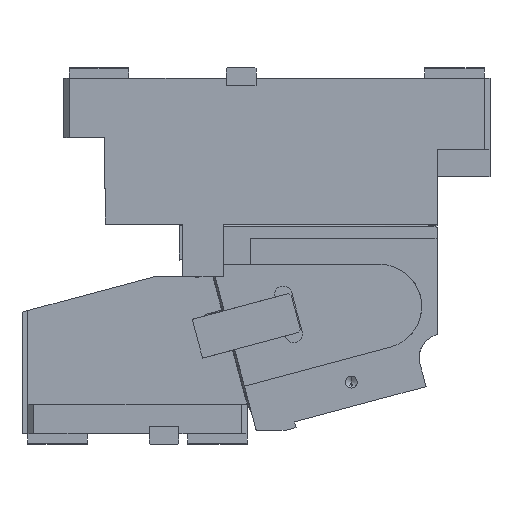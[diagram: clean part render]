
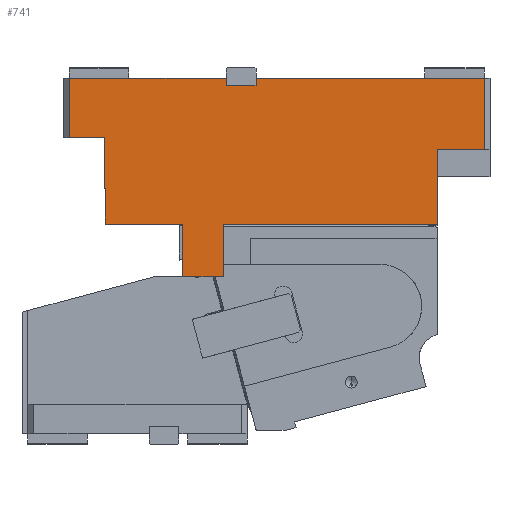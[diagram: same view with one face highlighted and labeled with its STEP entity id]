
A CAD part, front view. The second image highlights one B-rep face of the part: STEP entity #741.
In plain terms, the highlighted planar face has unit normal (0, -1, 0).
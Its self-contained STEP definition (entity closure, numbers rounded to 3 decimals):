
#255=CARTESIAN_POINT('Vertex',(162.5,-100.,0.)) ;
#258=CARTESIAN_POINT('Line Origine',(258.75,-100.,0.)) ;
#262=CARTESIAN_POINT('Vertex',(355.,-100.,0.)) ;
#587=CARTESIAN_POINT('Line Origine',(355.,-100.,-30.05)) ;
#591=CARTESIAN_POINT('Vertex',(355.,-100.,-60.1)) ;
#606=CARTESIAN_POINT('Axis2P3D Location',(0.,-100.,0.)) ;
#611=CARTESIAN_POINT('Line Origine',(137.5,-100.,-3.)) ;
#615=CARTESIAN_POINT('Vertex',(137.5,-100.,0.)) ;
#617=CARTESIAN_POINT('Vertex',(137.5,-100.,-6.)) ;
#620=CARTESIAN_POINT('Line Origine',(71.25,-100.,0.)) ;
#624=CARTESIAN_POINT('Vertex',(5.,-100.,0.)) ;
#627=CARTESIAN_POINT('Line Origine',(5.,-100.,-25.)) ;
#631=CARTESIAN_POINT('Vertex',(5.,-100.,-50.)) ;
#634=CARTESIAN_POINT('Line Origine',(20.,-100.,-50.)) ;
#638=CARTESIAN_POINT('Vertex',(35.,-100.,-50.)) ;
#641=CARTESIAN_POINT('Line Origine',(35.,-100.,-71.54)) ;
#645=CARTESIAN_POINT('Vertex',(35.,-100.,-93.08)) ;
#648=CARTESIAN_POINT('Line Origine',(35.135,-100.,-93.08)) ;
#652=CARTESIAN_POINT('Vertex',(35.27,-100.,-93.08)) ;
#655=CARTESIAN_POINT('Line Origine',(35.27,-100.,-108.08)) ;
#659=CARTESIAN_POINT('Vertex',(35.27,-100.,-123.08)) ;
#662=CARTESIAN_POINT('Line Origine',(68.02,-100.,-123.08)) ;
#666=CARTESIAN_POINT('Vertex',(100.77,-100.,-123.08)) ;
#669=CARTESIAN_POINT('Line Origine',(100.77,-100.,-145.33)) ;
#673=CARTESIAN_POINT('Vertex',(100.77,-100.,-167.58)) ;
#676=CARTESIAN_POINT('Line Origine',(117.77,-100.,-167.58)) ;
#680=CARTESIAN_POINT('Vertex',(134.77,-100.,-167.58)) ;
#683=CARTESIAN_POINT('Line Origine',(134.77,-100.,-145.33)) ;
#687=CARTESIAN_POINT('Vertex',(134.77,-100.,-123.08)) ;
#690=CARTESIAN_POINT('Line Origine',(225.02,-100.,-123.08)) ;
#694=CARTESIAN_POINT('Vertex',(315.27,-100.,-123.08)) ;
#697=CARTESIAN_POINT('Line Origine',(315.27,-100.,-91.59)) ;
#701=CARTESIAN_POINT('Vertex',(315.27,-100.,-60.1)) ;
#704=CARTESIAN_POINT('Line Origine',(335.135,-100.,-60.1)) ;
#709=CARTESIAN_POINT('Line Origine',(162.5,-100.,-3.)) ;
#713=CARTESIAN_POINT('Vertex',(162.5,-100.,-6.)) ;
#716=CARTESIAN_POINT('Line Origine',(150.,-100.,-6.)) ;
#259=DIRECTION('Vector Direction',(1.,0.,0.)) ;
#588=DIRECTION('Vector Direction',(0.,0.,1.)) ;
#607=DIRECTION('Axis2P3D Direction',(0.,1.,0.)) ;
#608=DIRECTION('Axis2P3D XDirection',(0.,0.,1.)) ;
#612=DIRECTION('Vector Direction',(0.,0.,1.)) ;
#621=DIRECTION('Vector Direction',(1.,0.,0.)) ;
#628=DIRECTION('Vector Direction',(0.,0.,-1.)) ;
#635=DIRECTION('Vector Direction',(1.,0.,0.)) ;
#642=DIRECTION('Vector Direction',(0.,0.,-1.)) ;
#649=DIRECTION('Vector Direction',(-1.,0.,0.)) ;
#656=DIRECTION('Vector Direction',(0.,0.,1.)) ;
#663=DIRECTION('Vector Direction',(-1.,0.,0.)) ;
#670=DIRECTION('Vector Direction',(0.,0.,1.)) ;
#677=DIRECTION('Vector Direction',(1.,0.,0.)) ;
#684=DIRECTION('Vector Direction',(0.,0.,1.)) ;
#691=DIRECTION('Vector Direction',(-1.,0.,0.)) ;
#698=DIRECTION('Vector Direction',(0.,0.,-1.)) ;
#705=DIRECTION('Vector Direction',(1.,0.,0.)) ;
#710=DIRECTION('Vector Direction',(0.,0.,-1.)) ;
#717=DIRECTION('Vector Direction',(-1.,0.,0.)) ;
#609=AXIS2_PLACEMENT_3D('Plane Axis2P3D',#606,#607,#608) ;
#722=ORIENTED_EDGE('',*,*,#619,.F.) ;
#723=ORIENTED_EDGE('',*,*,#626,.F.) ;
#724=ORIENTED_EDGE('',*,*,#633,.T.) ;
#725=ORIENTED_EDGE('',*,*,#640,.T.) ;
#726=ORIENTED_EDGE('',*,*,#647,.T.) ;
#727=ORIENTED_EDGE('',*,*,#654,.F.) ;
#728=ORIENTED_EDGE('',*,*,#661,.T.) ;
#729=ORIENTED_EDGE('',*,*,#668,.T.) ;
#730=ORIENTED_EDGE('',*,*,#675,.F.) ;
#731=ORIENTED_EDGE('',*,*,#682,.T.) ;
#732=ORIENTED_EDGE('',*,*,#689,.T.) ;
#733=ORIENTED_EDGE('',*,*,#696,.T.) ;
#734=ORIENTED_EDGE('',*,*,#703,.T.) ;
#735=ORIENTED_EDGE('',*,*,#708,.T.) ;
#736=ORIENTED_EDGE('',*,*,#593,.T.) ;
#737=ORIENTED_EDGE('',*,*,#264,.F.) ;
#738=ORIENTED_EDGE('',*,*,#715,.F.) ;
#739=ORIENTED_EDGE('',*,*,#720,.F.) ;
#260=VECTOR('Line Direction',#259,1.) ;
#589=VECTOR('Line Direction',#588,1.) ;
#613=VECTOR('Line Direction',#612,1.) ;
#622=VECTOR('Line Direction',#621,1.) ;
#629=VECTOR('Line Direction',#628,1.) ;
#636=VECTOR('Line Direction',#635,1.) ;
#643=VECTOR('Line Direction',#642,1.) ;
#650=VECTOR('Line Direction',#649,1.) ;
#657=VECTOR('Line Direction',#656,1.) ;
#664=VECTOR('Line Direction',#663,1.) ;
#671=VECTOR('Line Direction',#670,1.) ;
#678=VECTOR('Line Direction',#677,1.) ;
#685=VECTOR('Line Direction',#684,1.) ;
#692=VECTOR('Line Direction',#691,1.) ;
#699=VECTOR('Line Direction',#698,1.) ;
#706=VECTOR('Line Direction',#705,1.) ;
#711=VECTOR('Line Direction',#710,1.) ;
#718=VECTOR('Line Direction',#717,1.) ;
#741=ADVANCED_FACE('CAM HOLDER',(#740),#610,.F.) ;
#264=EDGE_CURVE('',#256,#263,#261,.T.) ;
#593=EDGE_CURVE('',#592,#263,#590,.T.) ;
#619=EDGE_CURVE('',#616,#618,#614,.F.) ;
#626=EDGE_CURVE('',#625,#616,#623,.T.) ;
#633=EDGE_CURVE('',#625,#632,#630,.T.) ;
#640=EDGE_CURVE('',#632,#639,#637,.T.) ;
#647=EDGE_CURVE('',#639,#646,#644,.T.) ;
#654=EDGE_CURVE('',#653,#646,#651,.T.) ;
#661=EDGE_CURVE('',#653,#660,#658,.F.) ;
#668=EDGE_CURVE('',#660,#667,#665,.F.) ;
#675=EDGE_CURVE('',#674,#667,#672,.T.) ;
#682=EDGE_CURVE('',#674,#681,#679,.T.) ;
#689=EDGE_CURVE('',#681,#688,#686,.T.) ;
#696=EDGE_CURVE('',#688,#695,#693,.F.) ;
#703=EDGE_CURVE('',#695,#702,#700,.F.) ;
#708=EDGE_CURVE('',#702,#592,#707,.T.) ;
#715=EDGE_CURVE('',#714,#256,#712,.F.) ;
#720=EDGE_CURVE('',#618,#714,#719,.F.) ;
#721=EDGE_LOOP('',(#722,#723,#724,#725,#726,#727,#728,#729,#730,#731,#732,#733,#734,#735,#736,#737,#738,#739)) ;
#740=FACE_OUTER_BOUND('',#721,.T.) ;
#261=LINE('Line',#258,#260) ;
#590=LINE('Line',#587,#589) ;
#614=LINE('Line',#611,#613) ;
#623=LINE('Line',#620,#622) ;
#630=LINE('Line',#627,#629) ;
#637=LINE('Line',#634,#636) ;
#644=LINE('Line',#641,#643) ;
#651=LINE('Line',#648,#650) ;
#658=LINE('Line',#655,#657) ;
#665=LINE('Line',#662,#664) ;
#672=LINE('Line',#669,#671) ;
#679=LINE('Line',#676,#678) ;
#686=LINE('Line',#683,#685) ;
#693=LINE('Line',#690,#692) ;
#700=LINE('Line',#697,#699) ;
#707=LINE('Line',#704,#706) ;
#712=LINE('Line',#709,#711) ;
#719=LINE('Line',#716,#718) ;
#610=PLANE('Plane',#609) ;
#256=VERTEX_POINT('',#255) ;
#263=VERTEX_POINT('',#262) ;
#592=VERTEX_POINT('',#591) ;
#616=VERTEX_POINT('',#615) ;
#618=VERTEX_POINT('',#617) ;
#625=VERTEX_POINT('',#624) ;
#632=VERTEX_POINT('',#631) ;
#639=VERTEX_POINT('',#638) ;
#646=VERTEX_POINT('',#645) ;
#653=VERTEX_POINT('',#652) ;
#660=VERTEX_POINT('',#659) ;
#667=VERTEX_POINT('',#666) ;
#674=VERTEX_POINT('',#673) ;
#681=VERTEX_POINT('',#680) ;
#688=VERTEX_POINT('',#687) ;
#695=VERTEX_POINT('',#694) ;
#702=VERTEX_POINT('',#701) ;
#714=VERTEX_POINT('',#713) ;
